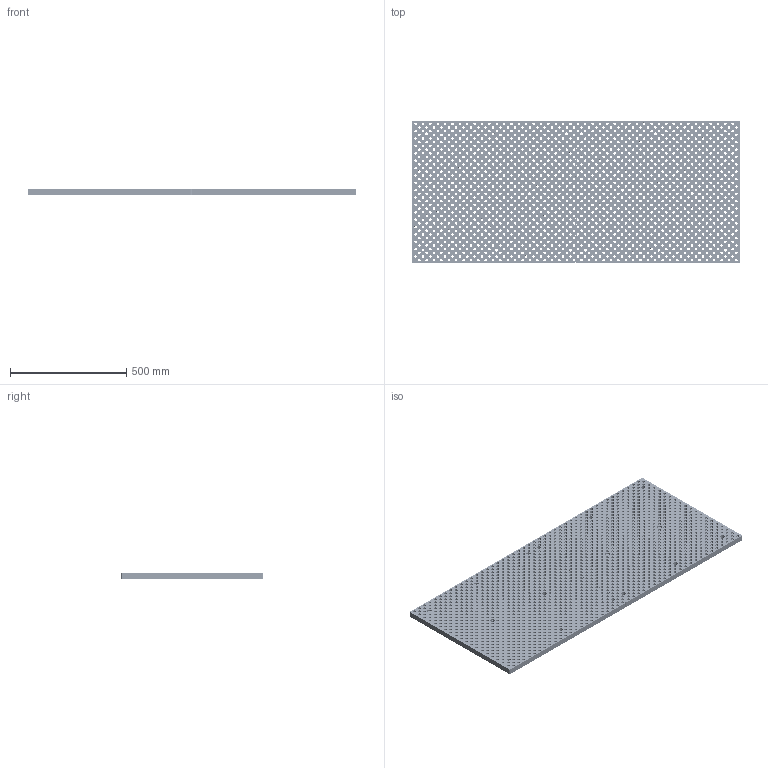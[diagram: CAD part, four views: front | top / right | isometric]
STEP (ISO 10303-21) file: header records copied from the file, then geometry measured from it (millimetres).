
FILE_DESCRIPTION(/* description */ (''),/* implementation_level */ '2;1');
FILE_NAME(/* name */ 'Haas VM-3 Rev3.step',/* time_stamp */ '2023-02-16T09:38:31-05:00',/* author */ (''),/* organization */ (''),/* preprocessor_version */ 'ST-DEVELOPER v19.2',/* originating_system */ 'Autodesk Translation Framework v11.17.0.187',/* authorisation */ '');
FILE_SCHEMA (('AUTOMOTIVE_DESIGN { 1 0 10303 214 3 1 1 }'));
Products named in the file (4): _VM-3 CAD Master (Interlock, Rev3); 56x24 Set (Interlock) INCH v5; Left Plate; Right Plate
Assembly tree (3 placements, depth 3):
  _VM-3 CAD Master (Interlock, Rev3)
    56x24 Set (Interlock) INCH v5
      Left Plate
      Right Plate
Bounding box: 1416.05 x 609.6 x 24.13 mm (x, y, z)
Volume: 16716748.9 mm3; surface area: 2986623.3 mm2
Topology: 2 solids, 2 shells, 5209 faces, 10587 edges, 7058 vertices
Faces by surface type: cylinder 3435, plane 1693, bspline 81
Full cylindrical faces by diameter (mm): 10.808 x1656, 12.713 x1656, 13.081 x16, 19.939 x16
Entity records: 148594 total; most frequent: DIRECTION 27497, CARTESIAN_POINT 25236, ORIENTED_EDGE 21174, AXIS2_PLACEMENT_3D 12005, EDGE_CURVE 10587, EDGE_LOOP 10229, VERTEX_POINT 7058, CIRCLE 6870
